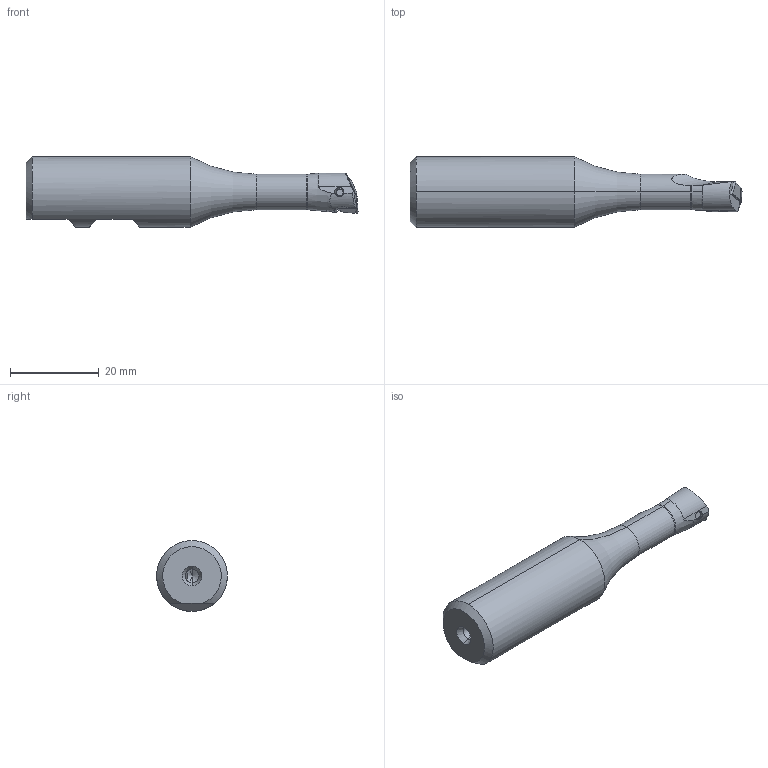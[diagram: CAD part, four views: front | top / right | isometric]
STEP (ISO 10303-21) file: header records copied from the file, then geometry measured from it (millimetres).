
FILE_DESCRIPTION (( 'STEP AP203' ), '1' );
FILE_NAME ('253.010.W04.075.STEP', '2024-08-26T13:22:18', ( '' ), ( '' ), 'SwSTEP 2.0', 'SolidWorks 2022', '' );
FILE_SCHEMA (( 'CONFIG_CONTROL_DESIGN' ));
Length unit declared in the file: millimetre
Products named in the file (4): WXGU040304L-TS; WCA-ER2.001.006_B; 253.010.W04.075; B10-WWN.K11.075_A
Assembly tree (3 placements, depth 2):
  253.010.W04.075
    B10-WWN.K11.075_A
    WXGU040304L-TS
    WCA-ER2.001.006_B
Bounding box: 75.01 x 16 x 16 mm (x, y, z)
Volume: 9129 mm3; surface area: 3958.6 mm2
Topology: 3 solids, 3 shells, 596 faces, 1526 edges, 907 vertices
Faces by surface type: bspline 249, cylinder 180, plane 110, cone 46, torus 9, sphere 2
Entity records: 29040 total; most frequent: CARTESIAN_POINT 16712, ORIENTED_EDGE 2996, DIRECTION 1646, EDGE_CURVE 1498, VERTEX_POINT 907, B_SPLINE_CURVE_WITH_KNOTS 698, EDGE_LOOP 601, ADVANCED_FACE 596
